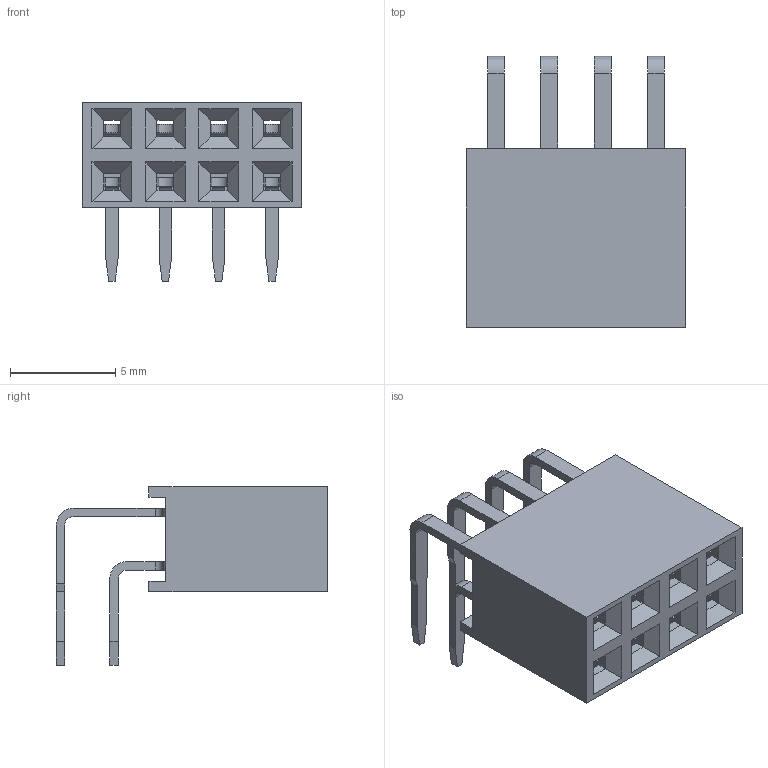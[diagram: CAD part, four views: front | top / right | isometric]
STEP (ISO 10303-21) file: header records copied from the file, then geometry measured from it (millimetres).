
FILE_DESCRIPTION(('STEP AP214'), '1');
FILE_NAME('DS1024-2x5RF1', '2017-07-15T12:21:35', ('Nobody'), (''), 'ASCON STEP Converter 1.3', 'ASCON Math Kernel', '');
FILE_SCHEMA(('AUTOMOTIVE_DESIGN { 1 0 10303 214 3 1 1}'));
Length unit declared in the file: millimetre
Assembly tree (5 placements, depth 2):
  (unnamed)
    (unnamed)
    (unnamed)  x4
Bounding box: 10.46 x 12.9 x 8.5 mm (x, y, z)
Volume: 341.9 mm3; surface area: 1119.8 mm2
Topology: 9 solids, 9 shells, 434 faces, 1240 edges, 816 vertices
Faces by surface type: plane 330, cylinder 104
Entity records: 9509 total; most frequent: CARTESIAN_POINT 1332, ORIENTED_EDGE 1328, DIRECTION 1188, EDGE_CURVE 664, LINE 612, VECTOR 612, VERTEX_POINT 432, AXIS2_PLACEMENT_3D 288
